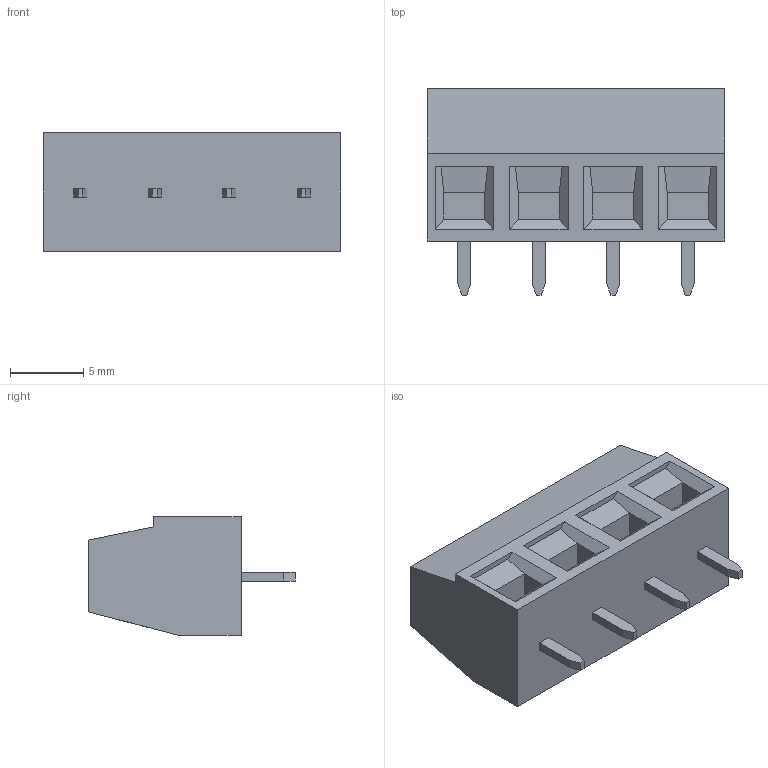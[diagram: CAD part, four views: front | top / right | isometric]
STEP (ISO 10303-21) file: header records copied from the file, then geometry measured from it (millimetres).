
FILE_DESCRIPTION (( 'STEP AP214' ), '1' );
FILE_NAME ('DG127-THR-5.08-04P-13-80AH.STEP', '2021-01-03T00:46:26', ( '' ), ( '' ), 'SwSTEP 2.0', 'SolidWorks 2020', '' );
FILE_SCHEMA (( 'AUTOMOTIVE_DESIGN' ));
Length unit declared in the file: millimetre
Products named in the file (1): DG127-THR-5.08-04P-13-80AH
Bounding box: 20.32 x 14.1 x 8.1 mm (x, y, z)
Volume: 1323.3 mm3; surface area: 1271.1 mm2
Topology: 1 solids, 1 shells, 495 faces, 1309 edges, 866 vertices
Faces by surface type: plane 317, bspline 150, cylinder 16, torus 12
Entity records: 27197 total; most frequent: CARTESIAN_POINT 11317, ORIENTED_EDGE 2618, DIRECTION 1725, EDGE_CURVE 1309, VECTOR 905, LINE 905, VERTEX_POINT 866, EDGE_LOOP 545
